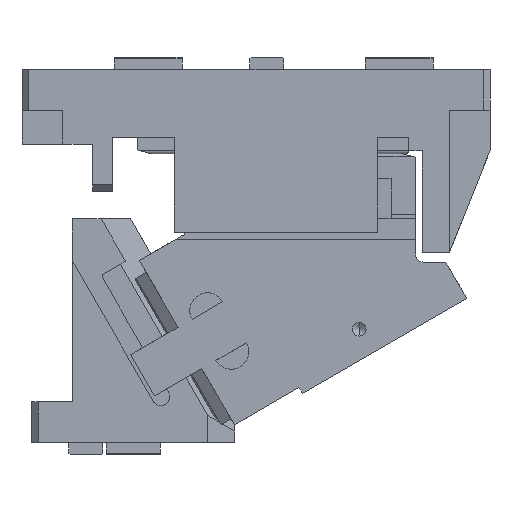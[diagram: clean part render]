
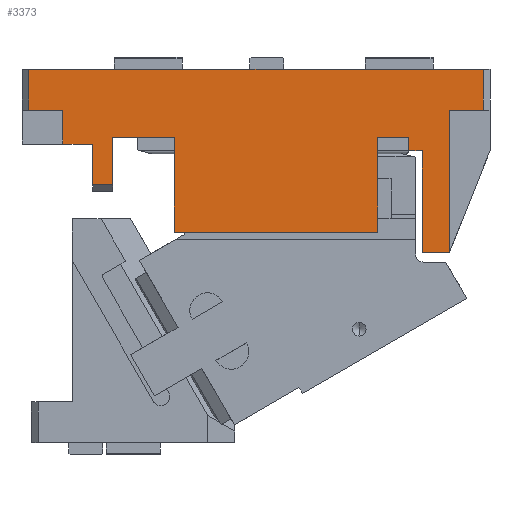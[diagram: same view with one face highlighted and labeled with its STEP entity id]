
A CAD part, front view. The second image highlights one B-rep face of the part: STEP entity #3373.
In plain terms, the highlighted planar face has unit normal (0, -1, 0).
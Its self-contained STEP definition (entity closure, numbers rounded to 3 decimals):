
#1450=CARTESIAN_POINT('Line Origine',(187.07,-55.,-119.999)) ;
#1454=CARTESIAN_POINT('Vertex',(262.07,-55.,-119.999)) ;
#1456=CARTESIAN_POINT('Vertex',(112.07,-55.,-119.999)) ;
#1543=CARTESIAN_POINT('Vertex',(5.,-55.,-30.)) ;
#1546=CARTESIAN_POINT('Line Origine',(5.,-55.,-15.)) ;
#1550=CARTESIAN_POINT('Vertex',(5.,-55.,0.)) ;
#1747=CARTESIAN_POINT('Vertex',(30.,-55.,-30.)) ;
#1750=CARTESIAN_POINT('Line Origine',(17.5,-55.,-30.)) ;
#1847=CARTESIAN_POINT('Vertex',(30.,-55.,-55.)) ;
#1850=CARTESIAN_POINT('Line Origine',(30.,-55.,-42.5)) ;
#1887=CARTESIAN_POINT('Vertex',(52.07,-55.,-84.999)) ;
#1890=CARTESIAN_POINT('Line Origine',(52.07,-55.,-70.)) ;
#1894=CARTESIAN_POINT('Vertex',(52.07,-55.,-55.)) ;
#1982=CARTESIAN_POINT('Vertex',(67.07,-55.,-84.999)) ;
#1985=CARTESIAN_POINT('Line Origine',(59.57,-55.,-84.999)) ;
#2013=CARTESIAN_POINT('Vertex',(67.07,-55.,-49.999)) ;
#2016=CARTESIAN_POINT('Line Origine',(67.07,-55.,-67.499)) ;
#2200=CARTESIAN_POINT('Vertex',(315.,-55.,-30.)) ;
#2221=CARTESIAN_POINT('Vertex',(340.,-55.,-30.)) ;
#2224=CARTESIAN_POINT('Line Origine',(327.5,-55.,-30.)) ;
#2257=CARTESIAN_POINT('Vertex',(340.,-55.,0.)) ;
#2260=CARTESIAN_POINT('Line Origine',(340.,-55.,-15.)) ;
#2742=CARTESIAN_POINT('Vertex',(285.07,-55.,-59.999)) ;
#2745=CARTESIAN_POINT('Line Origine',(285.07,-55.,-54.999)) ;
#2749=CARTESIAN_POINT('Vertex',(285.07,-55.,-49.999)) ;
#3075=CARTESIAN_POINT('Vertex',(295.07,-55.,-59.999)) ;
#3078=CARTESIAN_POINT('Line Origine',(290.07,-55.,-59.999)) ;
#3101=CARTESIAN_POINT('Vertex',(295.07,-55.,-135.)) ;
#3106=CARTESIAN_POINT('Line Origine',(295.07,-55.,-97.5)) ;
#3132=CARTESIAN_POINT('Vertex',(315.,-55.,-135.)) ;
#3135=CARTESIAN_POINT('Line Origine',(305.035,-55.,-135.)) ;
#3300=CARTESIAN_POINT('Line Origine',(315.,-55.,-82.5)) ;
#3312=CARTESIAN_POINT('Axis2P3D Location',(0.,-55.,0.)) ;
#3317=CARTESIAN_POINT('Line Origine',(172.5,-55.,0.)) ;
#3322=CARTESIAN_POINT('Line Origine',(41.035,-55.,-55.)) ;
#3327=CARTESIAN_POINT('Line Origine',(89.57,-55.,-49.999)) ;
#3331=CARTESIAN_POINT('Vertex',(112.07,-55.,-49.999)) ;
#3334=CARTESIAN_POINT('Line Origine',(112.07,-55.,-84.999)) ;
#3339=CARTESIAN_POINT('Line Origine',(262.07,-55.,-84.999)) ;
#3343=CARTESIAN_POINT('Vertex',(262.07,-55.,-49.999)) ;
#3346=CARTESIAN_POINT('Line Origine',(273.57,-55.,-49.999)) ;
#1451=DIRECTION('Vector Direction',(-1.,0.,0.)) ;
#1547=DIRECTION('Vector Direction',(0.,0.,-1.)) ;
#1751=DIRECTION('Vector Direction',(1.,0.,0.)) ;
#1851=DIRECTION('Vector Direction',(0.,0.,-1.)) ;
#1891=DIRECTION('Vector Direction',(0.,0.,1.)) ;
#1986=DIRECTION('Vector Direction',(1.,0.,0.)) ;
#2017=DIRECTION('Vector Direction',(0.,0.,1.)) ;
#2225=DIRECTION('Vector Direction',(-1.,0.,0.)) ;
#2261=DIRECTION('Vector Direction',(0.,0.,-1.)) ;
#2746=DIRECTION('Vector Direction',(0.,0.,-1.)) ;
#3079=DIRECTION('Vector Direction',(1.,0.,0.)) ;
#3107=DIRECTION('Vector Direction',(0.,0.,-1.)) ;
#3136=DIRECTION('Vector Direction',(1.,0.,0.)) ;
#3301=DIRECTION('Vector Direction',(0.,0.,-1.)) ;
#3313=DIRECTION('Axis2P3D Direction',(0.,-1.,0.)) ;
#3314=DIRECTION('Axis2P3D XDirection',(0.,0.,-1.)) ;
#3318=DIRECTION('Vector Direction',(1.,0.,0.)) ;
#3323=DIRECTION('Vector Direction',(1.,0.,0.)) ;
#3328=DIRECTION('Vector Direction',(1.,0.,0.)) ;
#3335=DIRECTION('Vector Direction',(0.,0.,1.)) ;
#3340=DIRECTION('Vector Direction',(0.,0.,-1.)) ;
#3347=DIRECTION('Vector Direction',(1.,0.,0.)) ;
#3315=AXIS2_PLACEMENT_3D('Plane Axis2P3D',#3312,#3313,#3314) ;
#3352=ORIENTED_EDGE('',*,*,#3321,.F.) ;
#3353=ORIENTED_EDGE('',*,*,#1552,.T.) ;
#3354=ORIENTED_EDGE('',*,*,#1754,.T.) ;
#3355=ORIENTED_EDGE('',*,*,#1854,.T.) ;
#3356=ORIENTED_EDGE('',*,*,#3326,.T.) ;
#3357=ORIENTED_EDGE('',*,*,#1896,.F.) ;
#3358=ORIENTED_EDGE('',*,*,#1989,.T.) ;
#3359=ORIENTED_EDGE('',*,*,#2020,.T.) ;
#3360=ORIENTED_EDGE('',*,*,#3333,.T.) ;
#3361=ORIENTED_EDGE('',*,*,#3338,.F.) ;
#3362=ORIENTED_EDGE('',*,*,#1458,.F.) ;
#3363=ORIENTED_EDGE('',*,*,#3345,.F.) ;
#3364=ORIENTED_EDGE('',*,*,#3350,.T.) ;
#3365=ORIENTED_EDGE('',*,*,#2751,.T.) ;
#3366=ORIENTED_EDGE('',*,*,#3082,.T.) ;
#3367=ORIENTED_EDGE('',*,*,#3110,.T.) ;
#3368=ORIENTED_EDGE('',*,*,#3139,.T.) ;
#3369=ORIENTED_EDGE('',*,*,#3304,.F.) ;
#3370=ORIENTED_EDGE('',*,*,#2228,.F.) ;
#3371=ORIENTED_EDGE('',*,*,#2264,.F.) ;
#1452=VECTOR('Line Direction',#1451,1.) ;
#1548=VECTOR('Line Direction',#1547,1.) ;
#1752=VECTOR('Line Direction',#1751,1.) ;
#1852=VECTOR('Line Direction',#1851,1.) ;
#1892=VECTOR('Line Direction',#1891,1.) ;
#1987=VECTOR('Line Direction',#1986,1.) ;
#2018=VECTOR('Line Direction',#2017,1.) ;
#2226=VECTOR('Line Direction',#2225,1.) ;
#2262=VECTOR('Line Direction',#2261,1.) ;
#2747=VECTOR('Line Direction',#2746,1.) ;
#3080=VECTOR('Line Direction',#3079,1.) ;
#3108=VECTOR('Line Direction',#3107,1.) ;
#3137=VECTOR('Line Direction',#3136,1.) ;
#3302=VECTOR('Line Direction',#3301,1.) ;
#3319=VECTOR('Line Direction',#3318,1.) ;
#3324=VECTOR('Line Direction',#3323,1.) ;
#3329=VECTOR('Line Direction',#3328,1.) ;
#3336=VECTOR('Line Direction',#3335,1.) ;
#3341=VECTOR('Line Direction',#3340,1.) ;
#3348=VECTOR('Line Direction',#3347,1.) ;
#3373=ADVANCED_FACE('CAM HOLDER',(#3372),#3316,.T.) ;
#1458=EDGE_CURVE('',#1455,#1457,#1453,.T.) ;
#1552=EDGE_CURVE('',#1551,#1544,#1549,.T.) ;
#1754=EDGE_CURVE('',#1544,#1748,#1753,.T.) ;
#1854=EDGE_CURVE('',#1748,#1848,#1853,.T.) ;
#1896=EDGE_CURVE('',#1888,#1895,#1893,.T.) ;
#1989=EDGE_CURVE('',#1888,#1983,#1988,.T.) ;
#2020=EDGE_CURVE('',#1983,#2014,#2019,.T.) ;
#2228=EDGE_CURVE('',#2222,#2201,#2227,.T.) ;
#2264=EDGE_CURVE('',#2258,#2222,#2263,.T.) ;
#2751=EDGE_CURVE('',#2750,#2743,#2748,.T.) ;
#3082=EDGE_CURVE('',#2743,#3076,#3081,.T.) ;
#3110=EDGE_CURVE('',#3076,#3102,#3109,.T.) ;
#3139=EDGE_CURVE('',#3102,#3133,#3138,.T.) ;
#3304=EDGE_CURVE('',#2201,#3133,#3303,.T.) ;
#3321=EDGE_CURVE('',#1551,#2258,#3320,.T.) ;
#3326=EDGE_CURVE('',#1848,#1895,#3325,.T.) ;
#3333=EDGE_CURVE('',#2014,#3332,#3330,.T.) ;
#3338=EDGE_CURVE('',#1457,#3332,#3337,.T.) ;
#3345=EDGE_CURVE('',#3344,#1455,#3342,.T.) ;
#3350=EDGE_CURVE('',#3344,#2750,#3349,.T.) ;
#3351=EDGE_LOOP('',(#3352,#3353,#3354,#3355,#3356,#3357,#3358,#3359,#3360,#3361,#3362,#3363,#3364,#3365,#3366,#3367,#3368,#3369,#3370,#3371)) ;
#3372=FACE_OUTER_BOUND('',#3351,.T.) ;
#1453=LINE('Line',#1450,#1452) ;
#1549=LINE('Line',#1546,#1548) ;
#1753=LINE('Line',#1750,#1752) ;
#1853=LINE('Line',#1850,#1852) ;
#1893=LINE('Line',#1890,#1892) ;
#1988=LINE('Line',#1985,#1987) ;
#2019=LINE('Line',#2016,#2018) ;
#2227=LINE('Line',#2224,#2226) ;
#2263=LINE('Line',#2260,#2262) ;
#2748=LINE('Line',#2745,#2747) ;
#3081=LINE('Line',#3078,#3080) ;
#3109=LINE('Line',#3106,#3108) ;
#3138=LINE('Line',#3135,#3137) ;
#3303=LINE('Line',#3300,#3302) ;
#3320=LINE('Line',#3317,#3319) ;
#3325=LINE('Line',#3322,#3324) ;
#3330=LINE('Line',#3327,#3329) ;
#3337=LINE('Line',#3334,#3336) ;
#3342=LINE('Line',#3339,#3341) ;
#3349=LINE('Line',#3346,#3348) ;
#3316=PLANE('Plane',#3315) ;
#1455=VERTEX_POINT('',#1454) ;
#1457=VERTEX_POINT('',#1456) ;
#1544=VERTEX_POINT('',#1543) ;
#1551=VERTEX_POINT('',#1550) ;
#1748=VERTEX_POINT('',#1747) ;
#1848=VERTEX_POINT('',#1847) ;
#1888=VERTEX_POINT('',#1887) ;
#1895=VERTEX_POINT('',#1894) ;
#1983=VERTEX_POINT('',#1982) ;
#2014=VERTEX_POINT('',#2013) ;
#2201=VERTEX_POINT('',#2200) ;
#2222=VERTEX_POINT('',#2221) ;
#2258=VERTEX_POINT('',#2257) ;
#2743=VERTEX_POINT('',#2742) ;
#2750=VERTEX_POINT('',#2749) ;
#3076=VERTEX_POINT('',#3075) ;
#3102=VERTEX_POINT('',#3101) ;
#3133=VERTEX_POINT('',#3132) ;
#3332=VERTEX_POINT('',#3331) ;
#3344=VERTEX_POINT('',#3343) ;
